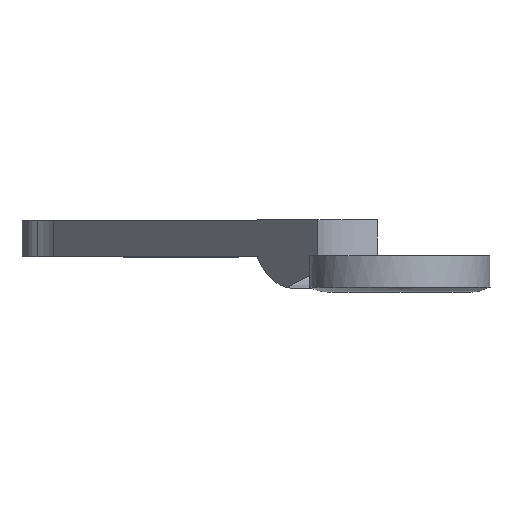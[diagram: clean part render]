
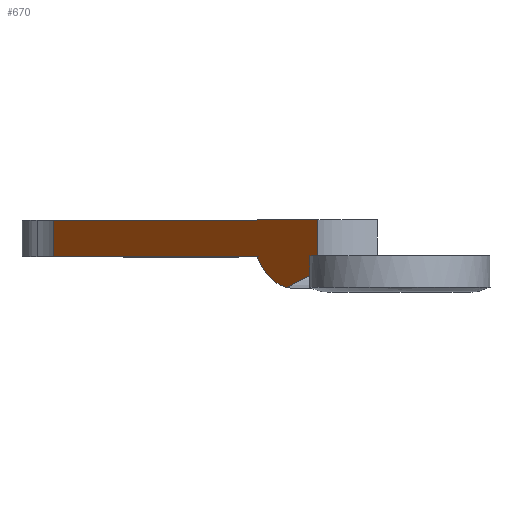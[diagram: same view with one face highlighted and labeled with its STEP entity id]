
A CAD part, top view. The second image highlights one B-rep face of the part: STEP entity #670.
In plain terms, the highlighted planar face has unit normal (-0.778, 0, 0.628).
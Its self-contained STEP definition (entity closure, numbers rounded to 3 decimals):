
#56=FACE_OUTER_BOUND('',#94,.T.);
#94=EDGE_LOOP('',(#511,#512,#513,#514,#515,#516,#517,#518,#519,#520,#521,
#522,#523,#524));
#119=CIRCLE('',#711,3.75);
#146=LINE('',#948,#185);
#151=LINE('',#1007,#190);
#158=LINE('',#1110,#197);
#161=LINE('',#1115,#200);
#162=LINE('',#1143,#201);
#163=LINE('',#1145,#202);
#164=LINE('',#1147,#203);
#165=LINE('',#1149,#204);
#166=LINE('',#1150,#205);
#185=VECTOR('',#769,10.);
#190=VECTOR('',#780,10.);
#197=VECTOR('',#809,10.);
#200=VECTOR('',#814,10.);
#201=VECTOR('',#827,10.);
#202=VECTOR('',#828,10.);
#203=VECTOR('',#829,10.);
#204=VECTOR('',#830,10.);
#205=VECTOR('',#831,10.);
#227=B_SPLINE_CURVE_WITH_KNOTS('',3,(#977,#978,#979,#980,#981,#982),
 .UNSPECIFIED.,.F.,.F.,(4,2,4),(0.844,0.852,0.918),
 .UNSPECIFIED.);
#229=B_SPLINE_CURVE_WITH_KNOTS('',3,(#1021,#1022,#1023,#1024),
 .UNSPECIFIED.,.F.,.F.,(4,4),(0.854,0.855),
 .UNSPECIFIED.);
#233=B_SPLINE_CURVE_WITH_KNOTS('',3,(#1044,#1045,#1046,#1047),
 .UNSPECIFIED.,.F.,.F.,(4,4),(1.844,1.844),
 .UNSPECIFIED.);
#240=B_SPLINE_CURVE_WITH_KNOTS('',3,(#1128,#1129,#1130,#1131,#1132,#1133),
 .UNSPECIFIED.,.F.,.F.,(4,2,4),(0.842,0.85,0.926),
 .UNSPECIFIED.);
#265=VERTEX_POINT('',#939);
#267=VERTEX_POINT('',#947);
#270=VERTEX_POINT('',#976);
#272=VERTEX_POINT('',#1006);
#273=VERTEX_POINT('',#1010);
#276=VERTEX_POINT('',#1018);
#277=VERTEX_POINT('',#1020);
#280=VERTEX_POINT('',#1037);
#289=VERTEX_POINT('',#1109);
#290=VERTEX_POINT('',#1113);
#292=VERTEX_POINT('',#1137);
#294=VERTEX_POINT('',#1144);
#295=VERTEX_POINT('',#1146);
#296=VERTEX_POINT('',#1148);
#336=EDGE_CURVE('',#265,#267,#146,.T.);
#341=EDGE_CURVE('',#267,#270,#227,.T.);
#346=EDGE_CURVE('',#270,#272,#151,.T.);
#348=EDGE_CURVE('',#273,#272,#119,.T.);
#353=EDGE_CURVE('',#276,#277,#229,.T.);
#357=EDGE_CURVE('',#280,#265,#233,.T.);
#370=EDGE_CURVE('',#277,#289,#158,.T.);
#373=EDGE_CURVE('',#290,#280,#161,.T.);
#374=EDGE_CURVE('',#290,#289,#240,.T.);
#378=EDGE_CURVE('',#276,#292,#162,.T.);
#379=EDGE_CURVE('',#292,#294,#163,.T.);
#380=EDGE_CURVE('',#294,#295,#164,.T.);
#381=EDGE_CURVE('',#296,#295,#165,.T.);
#382=EDGE_CURVE('',#296,#273,#166,.T.);
#511=ORIENTED_EDGE('',*,*,#378,.T.);
#512=ORIENTED_EDGE('',*,*,#379,.T.);
#513=ORIENTED_EDGE('',*,*,#380,.T.);
#514=ORIENTED_EDGE('',*,*,#381,.F.);
#515=ORIENTED_EDGE('',*,*,#382,.T.);
#516=ORIENTED_EDGE('',*,*,#348,.T.);
#517=ORIENTED_EDGE('',*,*,#346,.F.);
#518=ORIENTED_EDGE('',*,*,#341,.F.);
#519=ORIENTED_EDGE('',*,*,#336,.F.);
#520=ORIENTED_EDGE('',*,*,#357,.F.);
#521=ORIENTED_EDGE('',*,*,#373,.F.);
#522=ORIENTED_EDGE('',*,*,#374,.T.);
#523=ORIENTED_EDGE('',*,*,#370,.F.);
#524=ORIENTED_EDGE('',*,*,#353,.F.);
#647=PLANE('',#727);
#670=ADVANCED_FACE('',(#56),#647,.T.);
#711=AXIS2_PLACEMENT_3D('',#1011,#784,#785);
#727=AXIS2_PLACEMENT_3D('',#1142,#825,#826);
#769=DIRECTION('',(0.,-1.,0.));
#780=DIRECTION('',(-0.628,0.,-0.778));
#784=DIRECTION('center_axis',(-0.778,0.,0.628));
#785=DIRECTION('ref_axis',(-0.536,-0.52,-0.665));
#809=DIRECTION('',(0.,-1.,0.));
#814=DIRECTION('',(0.,1.,0.));
#825=DIRECTION('center_axis',(-0.778,0.,0.628));
#826=DIRECTION('ref_axis',(0.628,0.,0.778));
#827=DIRECTION('',(0.,1.,0.));
#828=DIRECTION('',(0.,1.,0.));
#829=DIRECTION('',(-0.628,0.,-0.778));
#830=DIRECTION('',(0.,1.,0.));
#831=DIRECTION('',(0.628,0.,0.778));
#939=CARTESIAN_POINT('',(223.111,-37.552,-522.007));
#947=CARTESIAN_POINT('',(223.111,-37.815,-522.007));
#948=CARTESIAN_POINT('',(223.111,-36.453,-522.007));
#976=CARTESIAN_POINT('',(223.52,-38.253,-521.501));
#977=CARTESIAN_POINT('Ctrl Pts',(223.111,-37.815,-522.007));
#978=CARTESIAN_POINT('Ctrl Pts',(223.123,-37.833,-521.993));
#979=CARTESIAN_POINT('Ctrl Pts',(223.134,-37.851,-521.979));
#980=CARTESIAN_POINT('Ctrl Pts',(223.248,-38.018,-521.837));
#981=CARTESIAN_POINT('Ctrl Pts',(223.386,-38.16,-521.667));
#982=CARTESIAN_POINT('Ctrl Pts',(223.52,-38.253,-521.501));
#1006=CARTESIAN_POINT('',(222.214,-38.253,-523.119));
#1007=CARTESIAN_POINT('',(223.52,-38.253,-521.501));
#1010=CARTESIAN_POINT('',(220.203,-36.453,-525.612));
#1011=CARTESIAN_POINT('Origin',(222.214,-34.503,-523.119));
#1018=CARTESIAN_POINT('',(223.574,-38.185,-521.433));
#1020=CARTESIAN_POINT('',(223.577,-38.187,-521.431));
#1021=CARTESIAN_POINT('Ctrl Pts',(223.574,-38.185,-521.433));
#1022=CARTESIAN_POINT('Ctrl Pts',(223.575,-38.186,-521.432));
#1023=CARTESIAN_POINT('Ctrl Pts',(223.576,-38.186,-521.431));
#1024=CARTESIAN_POINT('Ctrl Pts',(223.577,-38.187,-521.431));
#1037=CARTESIAN_POINT('',(223.112,-37.554,-522.006));
#1044=CARTESIAN_POINT('Ctrl Pts',(223.112,-37.554,-522.006));
#1045=CARTESIAN_POINT('Ctrl Pts',(223.112,-37.553,-522.007));
#1046=CARTESIAN_POINT('Ctrl Pts',(223.111,-37.553,-522.007));
#1047=CARTESIAN_POINT('Ctrl Pts',(223.111,-37.552,-522.007));
#1109=CARTESIAN_POINT('',(223.577,-38.29,-521.431));
#1110=CARTESIAN_POINT('',(223.576,-36.453,-521.431));
#1113=CARTESIAN_POINT('',(223.112,-37.815,-522.006));
#1115=CARTESIAN_POINT('',(223.112,-37.815,-522.006));
#1128=CARTESIAN_POINT('Ctrl Pts',(223.112,-37.815,-522.006));
#1129=CARTESIAN_POINT('Ctrl Pts',(223.123,-37.833,-521.992));
#1130=CARTESIAN_POINT('Ctrl Pts',(223.135,-37.851,-521.978));
#1131=CARTESIAN_POINT('Ctrl Pts',(223.264,-38.039,-521.818));
#1132=CARTESIAN_POINT('Ctrl Pts',(223.427,-38.198,-521.616));
#1133=CARTESIAN_POINT('Ctrl Pts',(223.577,-38.29,-521.431));
#1137=CARTESIAN_POINT('',(223.574,-36.453,-521.433));
#1142=CARTESIAN_POINT('Origin',(208.418,-38.454,-540.219));
#1143=CARTESIAN_POINT('',(223.574,-38.453,-521.433));
#1144=CARTESIAN_POINT('',(223.574,-34.453,-521.433));
#1145=CARTESIAN_POINT('',(223.574,-38.453,-521.433));
#1146=CARTESIAN_POINT('',(208.947,-34.454,-539.563));
#1147=CARTESIAN_POINT('',(210.614,-34.454,-537.497));
#1148=CARTESIAN_POINT('',(208.947,-36.454,-539.563));
#1149=CARTESIAN_POINT('',(208.947,-38.454,-539.563));
#1150=CARTESIAN_POINT('',(208.958,-36.454,-539.55));
